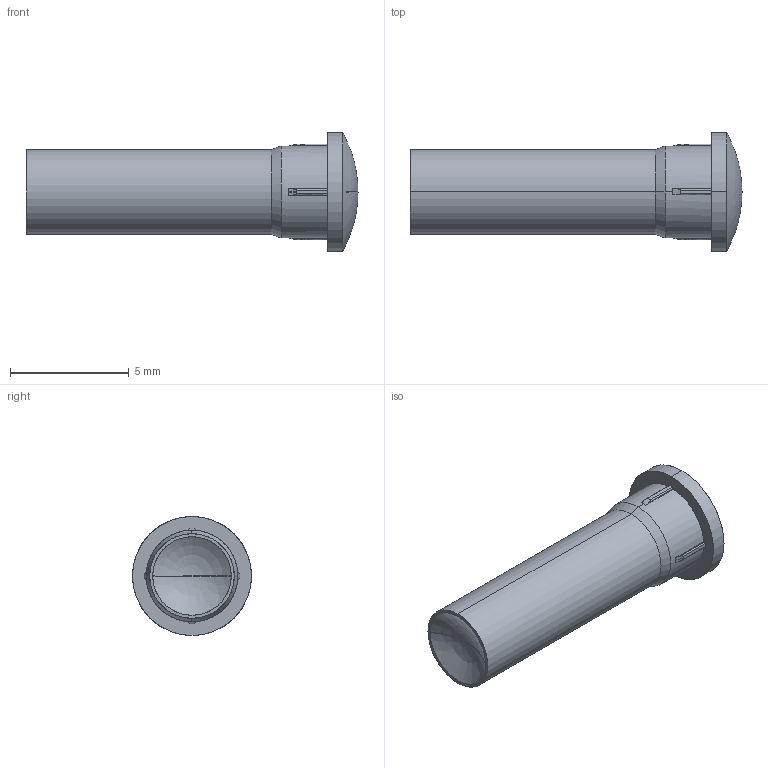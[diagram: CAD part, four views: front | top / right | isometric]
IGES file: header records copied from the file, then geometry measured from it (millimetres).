
Start section: SolidWorks IGES file using analytic representation for surfaces
Global section: file name: LFC.IGS; native system: SolidWorks 2018; preprocessor: SolidWorks 2018; author: tstoltenburg; date: 190606.155612; units: inch
Bounding box: 13.97 x 5 x 5 mm (x, y, z)
Surface area: 194.9 mm2 (no closed solid volume)
Topology: 0 solids, 0 shells, 40 faces, 382 edges, 379 vertices
Faces by surface type: revolution 30, bspline 10
